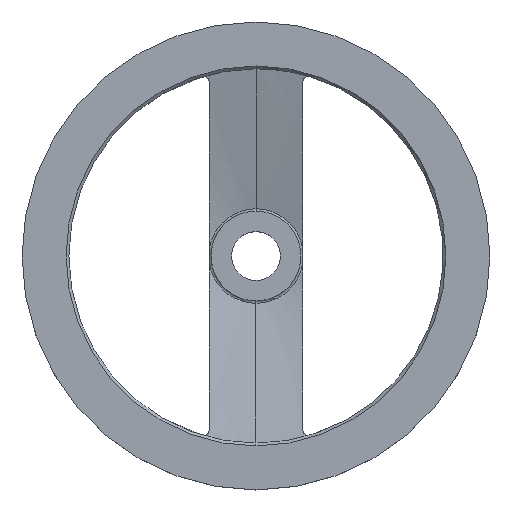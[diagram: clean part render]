
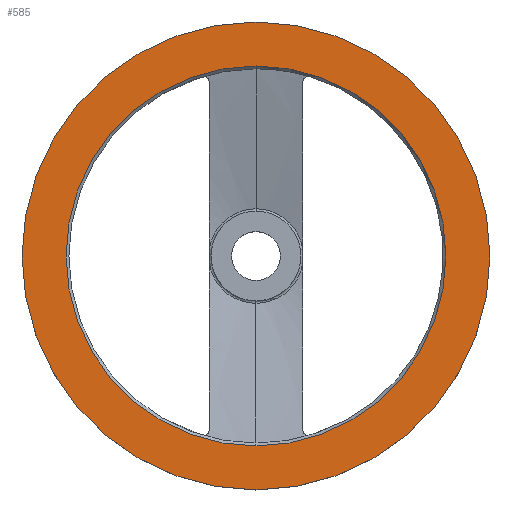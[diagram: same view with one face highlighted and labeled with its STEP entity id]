
A CAD part, top view. The second image highlights one B-rep face of the part: STEP entity #585.
In plain terms, the highlighted planar face has unit normal (0, 0, 1).
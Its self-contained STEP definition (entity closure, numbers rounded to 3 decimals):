
#229=VERTEX_POINT('',#624);
#231=EDGE_CURVE('',#535,#525,#626,.T.);
#273=EDGE_CURVE('',#229,#509,#673,.T.);
#287=EDGE_CURVE('',#525,#535,#690,.T.);
#509=VERTEX_POINT('',#933);
#523=EDGE_CURVE('',#509,#229,#948,.T.);
#525=VERTEX_POINT('',#950);
#535=VERTEX_POINT('',#960);
#585=ADVANCED_FACE('',(#1017,#1018),#1019,.T.);
#624=CARTESIAN_POINT('',(0.,101.5,51.0));
#626=CIRCLE('',#1076,125.0);
#673=CIRCLE('',#1144,101.5);
#690=CIRCLE('',#1165,125.0);
#933=CARTESIAN_POINT('',(0.,-101.5,51.0));
#948=CIRCLE('',#1696,101.5);
#950=CARTESIAN_POINT('',(0.,-125.0,51.0));
#960=CARTESIAN_POINT('',(0.,125.0,51.0));
#1017=FACE_BOUND('',#1835,.T.);
#1018=FACE_OUTER_BOUND('',#1836,.T.);
#1019=PLANE('',#1837);
#1076=AXIS2_PLACEMENT_3D('',#1853,#1854,#1855);
#1144=AXIS2_PLACEMENT_3D('',#1926,#1927,#1928);
#1165=AXIS2_PLACEMENT_3D('',#1965,#1966,#1967);
#1696=AXIS2_PLACEMENT_3D('',#2255,#2256,#2257);
#1835=EDGE_LOOP('',(#2333,#2334));
#1836=EDGE_LOOP('',(#2335,#2336));
#1837=AXIS2_PLACEMENT_3D('',#2337,#2338,#2339);
#1853=CARTESIAN_POINT('',(0.,0.,51.0));
#1854=DIRECTION('',(0.,0.,1.0));
#1855=DIRECTION('',(0.,1.0,0.));
#1926=CARTESIAN_POINT('',(0.,0.,51.0));
#1927=DIRECTION('',(0.,0.,1.0));
#1928=DIRECTION('',(0.,1.0,0.));
#1965=CARTESIAN_POINT('',(0.,0.,51.0));
#1966=DIRECTION('',(0.,0.,1.0));
#1967=DIRECTION('',(0.,1.0,0.));
#2255=CARTESIAN_POINT('',(0.,0.,51.0));
#2256=DIRECTION('',(0.,0.,1.0));
#2257=DIRECTION('',(0.,1.0,0.));
#2333=ORIENTED_EDGE('',*,*,#273,.F.);
#2334=ORIENTED_EDGE('',*,*,#523,.F.);
#2335=ORIENTED_EDGE('',*,*,#231,.T.);
#2336=ORIENTED_EDGE('',*,*,#287,.T.);
#2337=CARTESIAN_POINT('',(0.,113.25,51.0));
#2338=DIRECTION('',(0.,0.,1.0));
#2339=DIRECTION('',(0.,1.0,0.0));
